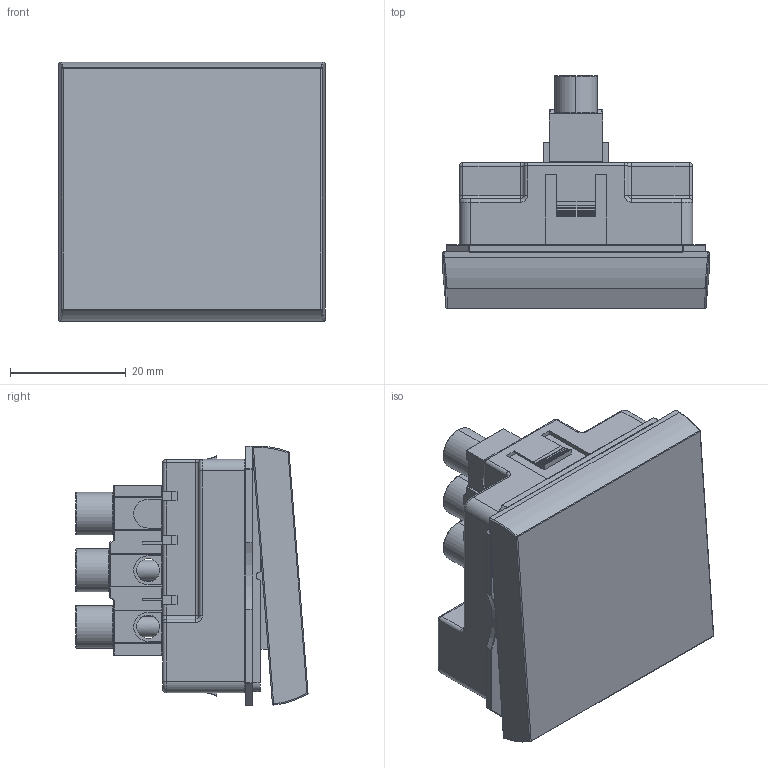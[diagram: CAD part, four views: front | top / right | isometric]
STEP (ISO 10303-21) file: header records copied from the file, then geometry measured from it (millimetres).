
FILE_DESCRIPTION (( 'STEP AP203' ), '1' );
FILE_NAME ('CKK-40D-VO2-K01 ÂÊÎ-21-00-Ï Âûêëþ÷àòåëü îäíîêëàâèøíûé (íà 2 ìîäóëÿ) ÏÐÀÉÌÅÐ áåëûé IEK.STEP', '2016-07-08T12:14:16', ( '' ), ( '' ), 'SwSTEP 2.0', 'SolidWorks 2014', '' );
FILE_SCHEMA (( 'CONFIG_CONTROL_DESIGN' ));
Length unit declared in the file: millimetre
Products named in the file (1): CKK-40D-VO2-K01 ÂÊÎ-21-00-Ï Âûêëþ÷àòåëü îäíîêëàâèøíûé (íà 2 ìîäóëÿ) ÏÐÀÉÌÅÐ áåëûé IEK
Bounding box: 46.07 x 40.19 x 45 mm (x, y, z)
Volume: 34761.8 mm3; surface area: 13508.9 mm2
Topology: 1 solids, 1 shells, 675 faces, 1711 edges, 1004 vertices
Faces by surface type: cylinder 278, plane 268, sphere 53, torus 52, bspline 16, cone 8
Entity records: 20679 total; most frequent: CARTESIAN_POINT 4693, DIRECTION 3390, ORIENTED_EDGE 3318, EDGE_CURVE 1659, AXIS2_PLACEMENT_3D 1197, VERTEX_POINT 1002, VECTOR 996, LINE 996
